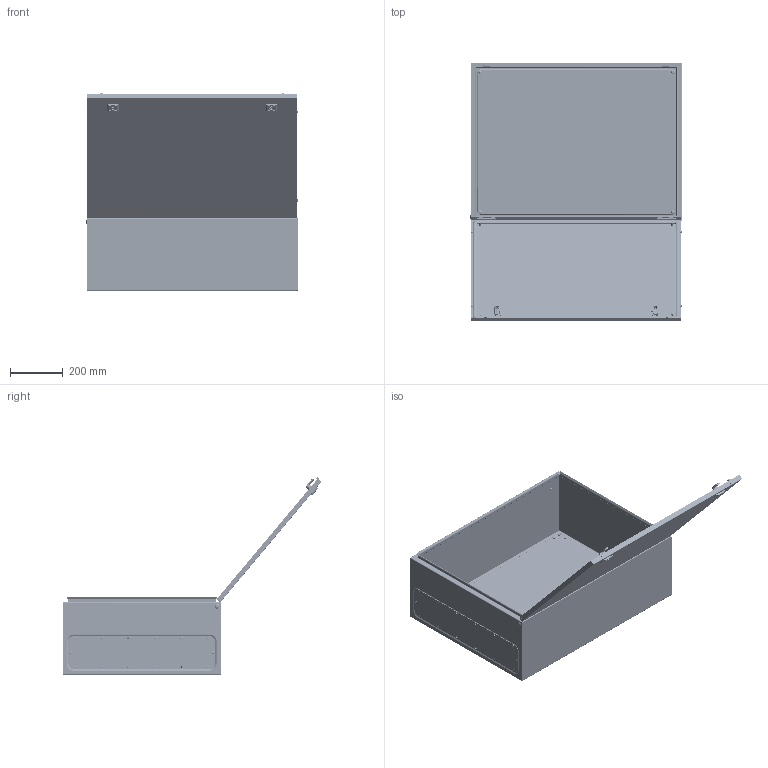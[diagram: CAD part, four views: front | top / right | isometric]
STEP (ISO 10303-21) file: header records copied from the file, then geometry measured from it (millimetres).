
FILE_DESCRIPTION (( 'STEP AP203' ), '1' );
FILE_NAME ('800x600x300 R5CE0863.step', '2012-04-04T14:40:50', ( 'User' ), ( 'DKC' ), 'SwSTEP 2.0', 'SolidWorks 2011', '' );
FILE_SCHEMA (( 'CONFIG_CONTROL_DESIGN' ));
Products named in the file (34): 800x600x300 R5CE0863; AC00C380 for transportation_Default; Mounting plates CE 11111_800x600; Sealant of perno AC00C409; Perno AC00C401_AC00C401; Dead door CE assemble 11111_800õ600 CB02C266; sealant for door CE_800x600; CERNIERA SALDATA_Default; End-cup AC00C112_Default; MOLLA AC00C344_AC00C344; Handle small door CE; Sealant AC00356; AC00C348; Hex Flange Bolt M6x10_ISO 4162 - M6 x 12 x 12-S; Linguetta CE_handle CE; Inserto a doppio pettine AC00C443_AC00C343; BASETTA ESTERNA PER BOX AC00C503_AC00C503; Dead door CE 11111_800x600; Frames CE assemble 11111_800x600x300 R5CE0863; AC00C316_AC00C316; end-cap_AC00C061; land; Tapping screw 4.8x9.5 AC00C352_AC00C352; End-cup AC00C383_Default; Tapping screw 4.2x16_Tapping screw 4.2x16; Blocchetto fissaggio cerniera AC00C354_AC00C354; CERNIERA AC00C399_Default; Flange nut M6_ISO 7044-M6-S; Perno M6 AC00C145_1; Sealant AC00C355; End-cup AC00C317_Default; Flanges CE_527x97; Sealants of flange_527x97; Frames CE 11111_800x600x300
Assembly tree (101 placements, depth 4):
  800x600x300 R5CE0863
    Dead door CE assemble 11111_800õ600 CB02C266
      MOLLA AC00C344_AC00C344  x2
      sealant for door CE_800x600
      End-cup AC00C112_Default  x4
      end-cap_AC00C061  x2
      land  x4
      Handle small door CE  x2
        BASETTA ESTERNA PER BOX AC00C503_AC00C503
        Sealant AC00356
        Hex Flange Bolt M6x10_ISO 4162 - M6 x 12 x 12-S
        Linguetta CE_handle CE
        AC00C348
        Inserto a doppio pettine AC00C443_AC00C343
      CERNIERA SALDATA_Default  x2
      Dead door CE 11111_800x600
    Frames CE assemble 11111_800x600x300 R5CE0863
      Tapping screw 4.8x9.5 AC00C352_AC00C352  x28
      Perno M6 AC00C145_1  x4
      land  x4
      CERNIERA AC00C399_Default  x2
      End-cup AC00C317_Default  x4
      Blocchetto fissaggio cerniera AC00C354_AC00C354  x2
      Frames CE 11111_800x600x300
      end-cap_AC00C061  x2
      Tapping screw 4.2x16_Tapping screw 4.2x16  x4
      End-cup AC00C383_Default  x2
      Flange nut M6_ISO 7044-M6-S  x4
      Flanges CE_527x97
      Sealant AC00C355  x4
      Sealants of flange_527x97
      AC00C316_AC00C316
    AC00C380 for transportation_Default  x2
    Perno AC00C401_AC00C401  x2
    Sealant of perno AC00C409  x2
    Flange nut M6_ISO 7044-M6-S  x4
    Mounting plates CE 11111_800x600
Bounding box: 802.5 x 980.32 x 751.57 mm (x, y, z)
Volume: 4033387.2 mm3; surface area: 4887663.8 mm2
Topology: 111 solids, 111 shells, 8565 faces, 22257 edges, 14042 vertices
Faces by surface type: bspline 2616, cylinder 2145, plane 1880, cone 1630, torus 220, sphere 74
Entity records: 149773 total; most frequent: CARTESIAN_POINT 92781, ORIENTED_EDGE 11522, DIRECTION 9751, EDGE_CURVE 5761, VERTEX_POINT 3630, AXIS2_PLACEMENT_3D 3593, LINE 2565, VECTOR 2565
